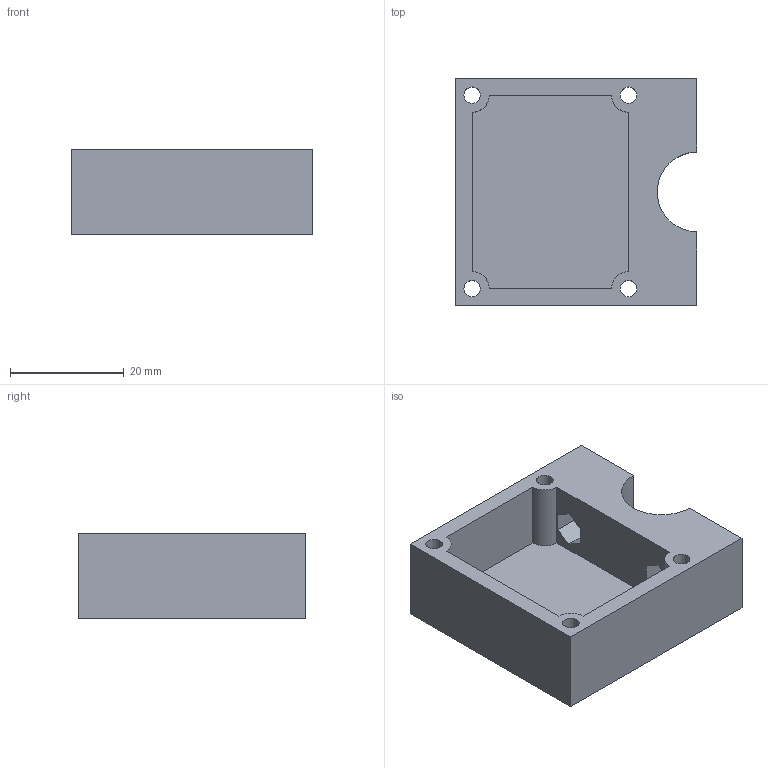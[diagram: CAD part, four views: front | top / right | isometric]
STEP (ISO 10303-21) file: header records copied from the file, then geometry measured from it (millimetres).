
FILE_DESCRIPTION(/* description */ (''),/* implementation_level */ '2;1');
FILE_NAME(/* name */ 'scpnl_box_scpnl01 v3.step',/* time_stamp */ '2019-12-03T09:52:11+01:00',/* author */ (''),/* organization */ (''),/* preprocessor_version */ 'ST-DEVELOPER v18',/* originating_system */ 'Autodesk Translation Framework v8.12.0.6',/* authorisation */ '');
FILE_SCHEMA (('AUTOMOTIVE_DESIGN { 1 0 10303 214 3 1 1 }'));
Length unit declared in the file: millimetre
Products named in the file (2): scpnl_box_scpnl01; Component1
Assembly tree (1 placements, depth 2):
  scpnl_box_scpnl01
    Component1
Bounding box: 42.5 x 40 x 15 mm (x, y, z)
Volume: 12720.2 mm3; surface area: 8033.6 mm2
Topology: 1 solids, 1 shells, 37 faces, 106 edges, 74 vertices
Faces by surface type: plane 26, cylinder 11
Full cylindrical faces by diameter (mm): 2.9 x4, 3.2 x2
Entity records: 1309 total; most frequent: CARTESIAN_POINT 220, DIRECTION 218, ORIENTED_EDGE 212, EDGE_CURVE 106, LINE 74, VECTOR 74, VERTEX_POINT 74, AXIS2_PLACEMENT_3D 72
